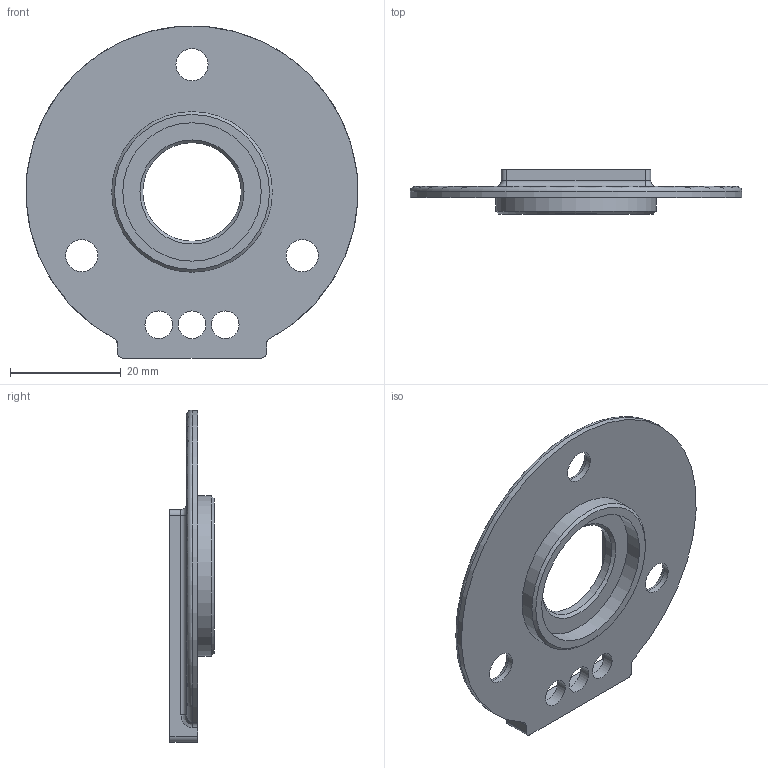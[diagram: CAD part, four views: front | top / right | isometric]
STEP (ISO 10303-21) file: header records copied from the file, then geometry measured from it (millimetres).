
FILE_DESCRIPTION(/* description */ ('STEP AP214'),/* implementation_level */ '2;1');
FILE_NAME(/* name */ '619baa1a9c982163520750cc',/* time_stamp */ '2021-11-22T14:32:59+00:00',/* author */ (''),/* organization */ (''),/* preprocessor_version */ 'ST-DEVELOPER v18.1',/* originating_system */ ' ',/* authorisation */ ' ');
FILE_SCHEMA (('AUTOMOTIVE_DESIGN {1 0 10303 214 3 1 1}'));
Length unit declared in the file: metre
Products named in the file (1): Pièce intermédiaire
Bounding box: 59.97 x 8 x 59.98 mm (x, y, z)
Volume: 6519.6 mm3; surface area: 6686.8 mm2
Topology: 1 solids, 1 shells, 47 faces, 109 edges, 67 vertices
Faces by surface type: cylinder 19, plane 18, torus 6, cone 2, bspline 2
Full cylindrical faces by diameter (mm): 5 x3, 5.8 x3, 17.8 x1, 25 x1, 29 x1
Entity records: 1350 total; most frequent: CARTESIAN_POINT 255, DIRECTION 229, ORIENTED_EDGE 190, EDGE_CURVE 95, AXIS2_PLACEMENT_3D 92, EDGE_LOOP 78, FACE_BOUND 78, VERTEX_POINT 67
